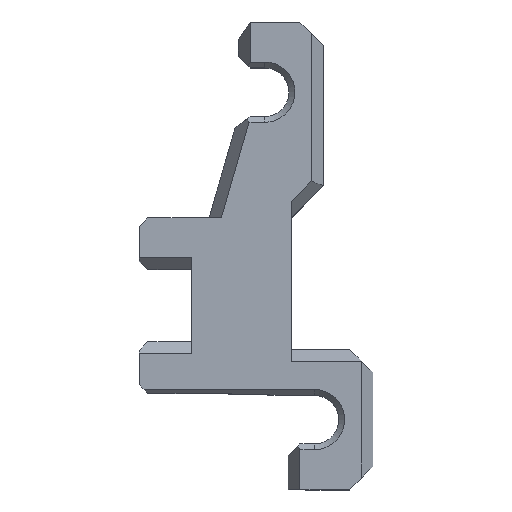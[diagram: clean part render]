
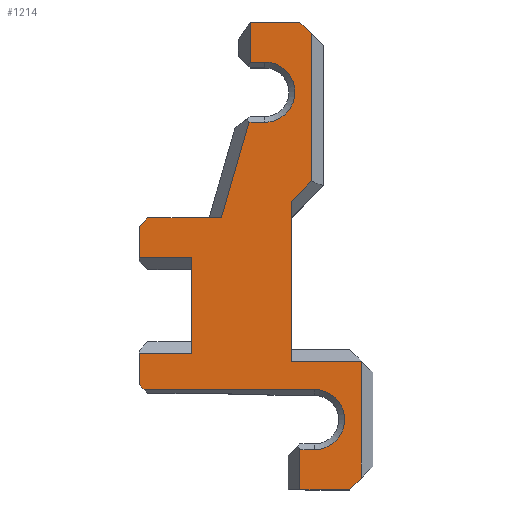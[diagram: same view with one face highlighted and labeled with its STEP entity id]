
A CAD part, top view. The second image highlights one B-rep face of the part: STEP entity #1214.
In plain terms, the highlighted planar face has unit normal (0, 0, 1).
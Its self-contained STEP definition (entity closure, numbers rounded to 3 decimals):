
#20=CIRCLE('',#1294,5.15);
#21=CIRCLE('',#1298,5.15);
#42=FACE_OUTER_BOUND('',#107,.T.);
#107=EDGE_LOOP('',(#850,#851,#852,#853,#854,#855,#856,#857,#858,#859,#860,
#861,#862,#863,#864,#865,#866,#867,#868,#869,#870,#871,#872,#873,#874,#875));
#185=LINE('',#1732,#354);
#189=LINE('',#1741,#358);
#190=LINE('',#1744,#359);
#193=LINE('',#1750,#362);
#194=LINE('',#1752,#363);
#195=LINE('',#1754,#364);
#196=LINE('',#1756,#365);
#197=LINE('',#1758,#366);
#198=LINE('',#1760,#367);
#199=LINE('',#1762,#368);
#200=LINE('',#1764,#369);
#201=LINE('',#1766,#370);
#202=LINE('',#1768,#371);
#203=LINE('',#1770,#372);
#204=LINE('',#1772,#373);
#205=LINE('',#1776,#374);
#206=LINE('',#1778,#375);
#207=LINE('',#1780,#376);
#208=LINE('',#1782,#377);
#209=LINE('',#1784,#378);
#210=LINE('',#1786,#379);
#211=LINE('',#1788,#380);
#212=LINE('',#1790,#381);
#213=LINE('',#1791,#382);
#354=VECTOR('',#1407,10.);
#358=VECTOR('',#1417,10.);
#359=VECTOR('',#1420,10.);
#362=VECTOR('',#1425,10.);
#363=VECTOR('',#1426,10.);
#364=VECTOR('',#1427,10.);
#365=VECTOR('',#1428,10.);
#366=VECTOR('',#1429,10.);
#367=VECTOR('',#1430,10.);
#368=VECTOR('',#1431,10.);
#369=VECTOR('',#1432,10.);
#370=VECTOR('',#1433,10.);
#371=VECTOR('',#1434,10.);
#372=VECTOR('',#1435,10.);
#373=VECTOR('',#1436,10.);
#374=VECTOR('',#1439,10.);
#375=VECTOR('',#1440,10.);
#376=VECTOR('',#1441,10.);
#377=VECTOR('',#1442,10.);
#378=VECTOR('',#1443,10.);
#379=VECTOR('',#1444,10.);
#380=VECTOR('',#1445,10.);
#381=VECTOR('',#1446,10.);
#382=VECTOR('',#1447,10.);
#517=VERTEX_POINT('',#1729);
#518=VERTEX_POINT('',#1731);
#519=VERTEX_POINT('',#1735);
#520=VERTEX_POINT('',#1739);
#521=VERTEX_POINT('',#1743);
#523=VERTEX_POINT('',#1749);
#524=VERTEX_POINT('',#1751);
#525=VERTEX_POINT('',#1753);
#526=VERTEX_POINT('',#1755);
#527=VERTEX_POINT('',#1757);
#528=VERTEX_POINT('',#1759);
#529=VERTEX_POINT('',#1761);
#530=VERTEX_POINT('',#1763);
#531=VERTEX_POINT('',#1765);
#532=VERTEX_POINT('',#1767);
#533=VERTEX_POINT('',#1769);
#534=VERTEX_POINT('',#1771);
#535=VERTEX_POINT('',#1773);
#536=VERTEX_POINT('',#1775);
#537=VERTEX_POINT('',#1777);
#538=VERTEX_POINT('',#1779);
#539=VERTEX_POINT('',#1781);
#540=VERTEX_POINT('',#1783);
#541=VERTEX_POINT('',#1785);
#542=VERTEX_POINT('',#1787);
#543=VERTEX_POINT('',#1789);
#640=EDGE_CURVE('',#517,#518,#185,.T.);
#643=EDGE_CURVE('',#519,#517,#20,.T.);
#645=EDGE_CURVE('',#520,#519,#189,.T.);
#646=EDGE_CURVE('',#518,#521,#190,.T.);
#649=EDGE_CURVE('',#523,#520,#193,.T.);
#650=EDGE_CURVE('',#523,#524,#194,.T.);
#651=EDGE_CURVE('',#525,#524,#195,.T.);
#652=EDGE_CURVE('',#526,#525,#196,.T.);
#653=EDGE_CURVE('',#527,#526,#197,.T.);
#654=EDGE_CURVE('',#527,#528,#198,.T.);
#655=EDGE_CURVE('',#529,#528,#199,.T.);
#656=EDGE_CURVE('',#530,#529,#200,.T.);
#657=EDGE_CURVE('',#531,#530,#201,.T.);
#658=EDGE_CURVE('',#531,#532,#202,.T.);
#659=EDGE_CURVE('',#533,#532,#203,.T.);
#660=EDGE_CURVE('',#534,#533,#204,.T.);
#661=EDGE_CURVE('',#535,#534,#21,.T.);
#662=EDGE_CURVE('',#536,#535,#205,.T.);
#663=EDGE_CURVE('',#537,#536,#206,.T.);
#664=EDGE_CURVE('',#537,#538,#207,.T.);
#665=EDGE_CURVE('',#539,#538,#208,.T.);
#666=EDGE_CURVE('',#539,#540,#209,.T.);
#667=EDGE_CURVE('',#541,#540,#210,.T.);
#668=EDGE_CURVE('',#541,#542,#211,.T.);
#669=EDGE_CURVE('',#543,#542,#212,.T.);
#670=EDGE_CURVE('',#543,#521,#213,.T.);
#850=ORIENTED_EDGE('',*,*,#640,.F.);
#851=ORIENTED_EDGE('',*,*,#643,.F.);
#852=ORIENTED_EDGE('',*,*,#645,.F.);
#853=ORIENTED_EDGE('',*,*,#649,.F.);
#854=ORIENTED_EDGE('',*,*,#650,.T.);
#855=ORIENTED_EDGE('',*,*,#651,.F.);
#856=ORIENTED_EDGE('',*,*,#652,.F.);
#857=ORIENTED_EDGE('',*,*,#653,.F.);
#858=ORIENTED_EDGE('',*,*,#654,.T.);
#859=ORIENTED_EDGE('',*,*,#655,.F.);
#860=ORIENTED_EDGE('',*,*,#656,.F.);
#861=ORIENTED_EDGE('',*,*,#657,.F.);
#862=ORIENTED_EDGE('',*,*,#658,.T.);
#863=ORIENTED_EDGE('',*,*,#659,.F.);
#864=ORIENTED_EDGE('',*,*,#660,.F.);
#865=ORIENTED_EDGE('',*,*,#661,.F.);
#866=ORIENTED_EDGE('',*,*,#662,.F.);
#867=ORIENTED_EDGE('',*,*,#663,.F.);
#868=ORIENTED_EDGE('',*,*,#664,.T.);
#869=ORIENTED_EDGE('',*,*,#665,.F.);
#870=ORIENTED_EDGE('',*,*,#666,.T.);
#871=ORIENTED_EDGE('',*,*,#667,.F.);
#872=ORIENTED_EDGE('',*,*,#668,.T.);
#873=ORIENTED_EDGE('',*,*,#669,.F.);
#874=ORIENTED_EDGE('',*,*,#670,.T.);
#875=ORIENTED_EDGE('',*,*,#646,.F.);
#1152=PLANE('',#1297);
#1214=ADVANCED_FACE('',(#42),#1152,.T.);
#1294=AXIS2_PLACEMENT_3D('',#1737,#1412,#1413);
#1297=AXIS2_PLACEMENT_3D('',#1748,#1423,#1424);
#1298=AXIS2_PLACEMENT_3D('',#1774,#1437,#1438);
#1407=DIRECTION('',(-1.,0.,0.));
#1412=DIRECTION('center_axis',(0.,0.,1.));
#1413=DIRECTION('ref_axis',(0.,-1.,0.));
#1417=DIRECTION('',(1.,0.,0.));
#1420=DIRECTION('',(-0.707,0.707,0.));
#1423=DIRECTION('center_axis',(0.,0.,1.));
#1424=DIRECTION('ref_axis',(1.,0.,0.));
#1425=DIRECTION('',(0.,1.,0.));
#1426=DIRECTION('',(1.,0.,0.));
#1427=DIRECTION('',(-0.707,-0.707,0.));
#1428=DIRECTION('',(0.,-1.,0.));
#1429=DIRECTION('',(1.,0.,0.));
#1430=DIRECTION('',(0.,1.,0.));
#1431=DIRECTION('',(-0.707,-0.707,0.));
#1432=DIRECTION('',(0.,-1.,0.));
#1433=DIRECTION('',(0.707,-0.707,0.));
#1434=DIRECTION('',(-1.,0.,0.));
#1435=DIRECTION('',(0.,1.,0.));
#1436=DIRECTION('',(-1.,0.,0.));
#1437=DIRECTION('center_axis',(0.,0.,1.));
#1438=DIRECTION('ref_axis',(0.,-1.,0.));
#1439=DIRECTION('',(1.,0.,0.));
#1440=DIRECTION('',(0.277,0.961,0.));
#1441=DIRECTION('',(-1.,0.,0.));
#1442=DIRECTION('',(0.707,0.707,0.));
#1443=DIRECTION('',(0.,-1.,0.));
#1444=DIRECTION('',(-1.,0.,0.));
#1445=DIRECTION('',(0.,-1.,0.));
#1446=DIRECTION('',(1.,0.,0.));
#1447=DIRECTION('',(0.,-1.,0.));
#1729=CARTESIAN_POINT('',(30.,0.65,18.));
#1731=CARTESIAN_POINT('',(0.85,0.65,18.));
#1732=CARTESIAN_POINT('',(22.75,0.65,18.));
#1735=CARTESIAN_POINT('',(30.,-9.65,18.));
#1737=CARTESIAN_POINT('Origin',(30.,-4.5,18.));
#1739=CARTESIAN_POINT('',(27.5,-9.65,18.));
#1741=CARTESIAN_POINT('',(25.,-9.65,18.));
#1743=CARTESIAN_POINT('',(0.,1.5,18.));
#1744=CARTESIAN_POINT('',(-0.125,1.625,18.));
#1748=CARTESIAN_POINT('Origin',(20.,23.5,18.));
#1749=CARTESIAN_POINT('',(27.5,-16.5,18.));
#1750=CARTESIAN_POINT('',(27.5,7.425,18.));
#1751=CARTESIAN_POINT('',(36.,-16.5,18.));
#1752=CARTESIAN_POINT('',(25.5,-16.5,18.));
#1753=CARTESIAN_POINT('',(38.,-14.5,18.));
#1754=CARTESIAN_POINT('',(43.,-9.5,18.));
#1755=CARTESIAN_POINT('',(38.,5.5,18.));
#1756=CARTESIAN_POINT('',(38.,3.5,18.));
#1757=CARTESIAN_POINT('',(26.,5.5,18.));
#1758=CARTESIAN_POINT('',(30.,5.5,18.));
#1759=CARTESIAN_POINT('',(26.,32.828,18.));
#1760=CARTESIAN_POINT('',(26.,7.5,18.));
#1761=CARTESIAN_POINT('',(29.5,36.328,18.));
#1762=CARTESIAN_POINT('',(21.461,28.289,18.));
#1763=CARTESIAN_POINT('',(29.5,61.5,18.));
#1764=CARTESIAN_POINT('',(29.5,29.5,18.));
#1765=CARTESIAN_POINT('',(27.5,63.5,18.));
#1766=CARTESIAN_POINT('',(36.625,54.375,18.));
#1767=CARTESIAN_POINT('',(19.,63.5,18.));
#1768=CARTESIAN_POINT('',(17.,63.5,18.));
#1769=CARTESIAN_POINT('',(19.,56.65,18.));
#1770=CARTESIAN_POINT('',(19.,43.5,18.));
#1771=CARTESIAN_POINT('',(21.5,56.65,18.));
#1772=CARTESIAN_POINT('',(18.5,56.65,18.));
#1773=CARTESIAN_POINT('',(21.5,46.35,18.));
#1774=CARTESIAN_POINT('Origin',(21.5,51.5,18.));
#1775=CARTESIAN_POINT('',(18.793,46.35,18.));
#1776=CARTESIAN_POINT('',(20.75,46.35,18.));
#1777=CARTESIAN_POINT('',(14.081,30.,18.));
#1778=CARTESIAN_POINT('',(15.864,36.185,18.));
#1779=CARTESIAN_POINT('',(1.5,30.,18.));
#1780=CARTESIAN_POINT('',(0.,30.,18.));
#1781=CARTESIAN_POINT('',(0.,28.5,18.));
#1782=CARTESIAN_POINT('',(4.125,32.625,18.));
#1783=CARTESIAN_POINT('',(0.,23.15,18.));
#1784=CARTESIAN_POINT('',(0.,21.15,18.));
#1785=CARTESIAN_POINT('',(9.,23.15,18.));
#1786=CARTESIAN_POINT('',(10.,23.15,18.));
#1787=CARTESIAN_POINT('',(9.,6.85,18.));
#1788=CARTESIAN_POINT('',(9.,8.85,18.));
#1789=CARTESIAN_POINT('',(0.,6.85,18.));
#1790=CARTESIAN_POINT('',(14.5,6.85,18.));
#1791=CARTESIAN_POINT('',(0.,0.,18.));
